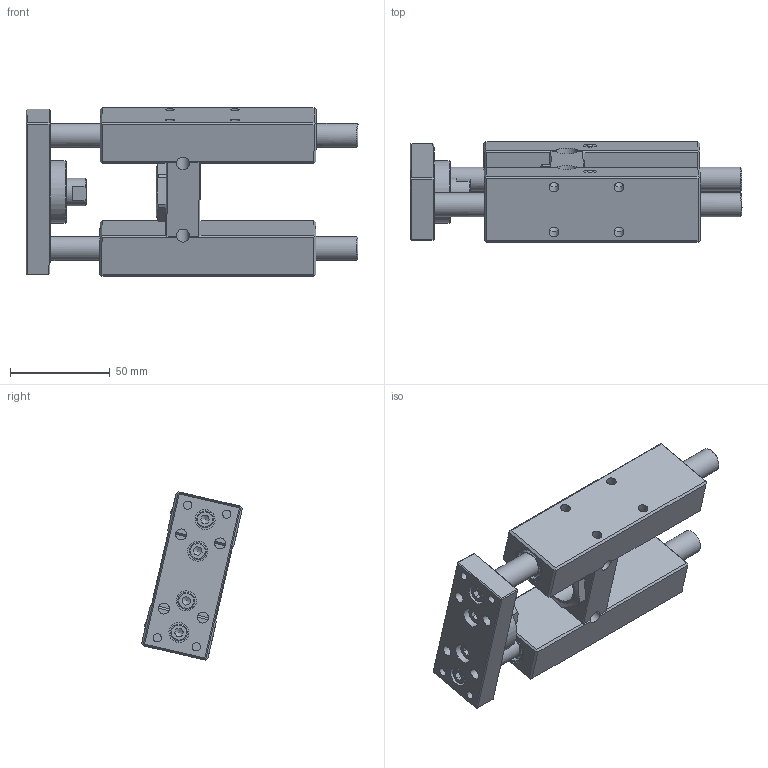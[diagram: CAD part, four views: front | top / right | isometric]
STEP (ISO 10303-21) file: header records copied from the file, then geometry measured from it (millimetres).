
FILE_DESCRIPTION((''),'2;1');
FILE_NAME('GH025.000.S.stp','2016-07-12T15:06:33',('carlo.corazza'),(''),'Autodesk Inventor 2013','Autodesk Inventor 2013','');
FILE_SCHEMA(('AUTOMOTIVE_DESIGN { 1 0 10303 214 1 1 1 1 }'));
Length unit declared in the file: millimetre
Products named in the file (1): GH025.000.S
Bounding box: 166 x 50.42 x 84.17 mm (x, y, z)
Volume: 199883.4 mm3; surface area: 63261.8 mm2
Topology: 1 solids, 21 shells, 402 faces, 910 edges, 590 vertices
Faces by surface type: plane 198, cylinder 114, cone 71, torus 15, sphere 4
Full cylindrical faces by diameter (mm): 3 x4, 4.134 x8, 4.917 x8, 5 x8, 5.5 x8, 6 x4, 6.5 x4, 6.7 x2, 8.5 x4, 8.65 x1, 10 x10, 11 x2, 12 x12, 12.5 x2, 14 x1, 15 x3, 15.098 x4, 16.098 x4, 17 x4, 18 x9, 19.5 x1, 20.376 x1, 24 x1, 25 x2, 31.5 x1
Entity records: 10019 total; most frequent: DIRECTION 1698, CARTESIAN_POINT 1685, ORIENTED_EDGE 1250, AXIS2_PLACEMENT_3D 720, EDGE_LOOP 700, EDGE_CURVE 625, VERTEX_POINT 499, STYLED_ITEM 403
